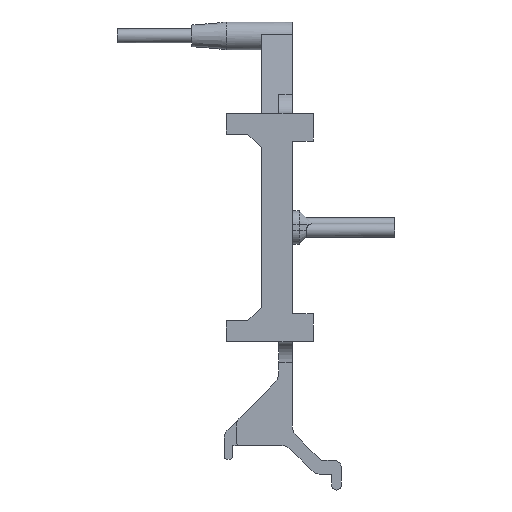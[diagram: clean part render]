
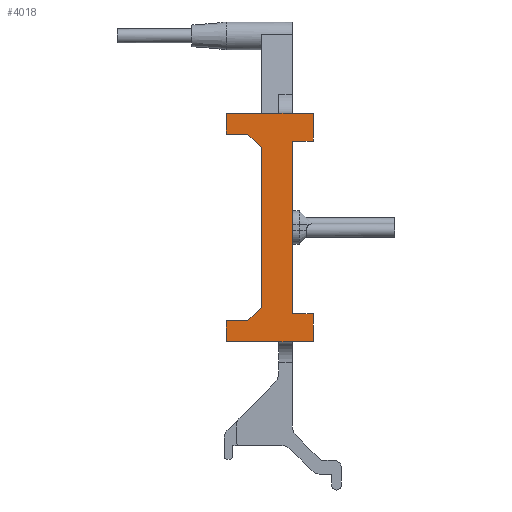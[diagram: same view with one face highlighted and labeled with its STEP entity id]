
A CAD part, left-side view. The second image highlights one B-rep face of the part: STEP entity #4018.
In plain terms, the highlighted planar face has unit normal (-1, 0, 0).
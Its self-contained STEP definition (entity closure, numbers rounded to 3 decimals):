
#1698=CARTESIAN_POINT('',(-22.5,7.25,18.85));
#1699=VERTEX_POINT('',#1698);
#1706=CARTESIAN_POINT('',(-22.5,-5.25,18.85));
#1707=VERTEX_POINT('',#1706);
#1708=CARTESIAN_POINT('',(-22.5,-5.25,18.85));
#1709=DIRECTION('',(0.0,1.0,0.0));
#1710=VECTOR('',#1709,12.5);
#1711=LINE('',#1708,#1710);
#1712=EDGE_CURVE('',#1707,#1699,#1711,.T.);
#2458=CARTESIAN_POINT('',(-22.5,-2.25,14.85));
#2459=VERTEX_POINT('',#2458);
#2466=CARTESIAN_POINT('',(-22.5,-2.25,-10.0));
#2467=VERTEX_POINT('',#2466);
#2468=CARTESIAN_POINT('',(-22.5,-2.25,-10.));
#2469=DIRECTION('',(0.0,0.0,1.0));
#2470=VECTOR('',#2469,24.85);
#2471=LINE('',#2468,#2470);
#2472=EDGE_CURVE('',#2467,#2459,#2471,.T.);
#3776=CARTESIAN_POINT('',(-22.5,2.25,-9.111));
#3777=VERTEX_POINT('',#3776);
#3784=CARTESIAN_POINT('',(-22.5,2.25,13.936));
#3785=VERTEX_POINT('',#3784);
#3786=CARTESIAN_POINT('',(-22.5,2.25,13.936));
#3787=DIRECTION('',(0.0,0.0,-1.0));
#3788=VECTOR('',#3787,23.047);
#3789=LINE('',#3786,#3788);
#3790=EDGE_CURVE('',#3785,#3777,#3789,.T.);
#3926=CARTESIAN_POINT('',(-22.5,0.0,29.));
#3927=DIRECTION('',(-1.0,0.0,0.0));
#3928=DIRECTION('',(0.0,0.0,1.0));
#3929=AXIS2_PLACEMENT_3D('',#3926,#3927,#3928);
#3930=PLANE('',#3929);
#3931=ORIENTED_EDGE('',*,*,#1712,.T.);
#3932=CARTESIAN_POINT('',(-22.5,7.25,15.85));
#3933=VERTEX_POINT('',#3932);
#3934=CARTESIAN_POINT('',(-22.5,7.25,18.85));
#3935=DIRECTION('',(0.0,0.0,-1.0));
#3936=VECTOR('',#3935,3.0);
#3937=LINE('',#3934,#3936);
#3938=EDGE_CURVE('',#1699,#3933,#3937,.T.);
#3939=ORIENTED_EDGE('',*,*,#3938,.T.);
#3940=CARTESIAN_POINT('',(-22.5,4.164,15.85));
#3941=VERTEX_POINT('',#3940);
#3942=CARTESIAN_POINT('',(-22.5,7.25,15.85));
#3943=DIRECTION('',(0.0,-1.0,0.0));
#3944=VECTOR('',#3943,3.086);
#3945=LINE('',#3942,#3944);
#3946=EDGE_CURVE('',#3933,#3941,#3945,.T.);
#3947=ORIENTED_EDGE('',*,*,#3946,.T.);
#3948=CARTESIAN_POINT('',(-22.5,4.164,15.85));
#3949=DIRECTION('',(0.0,-0.707,-0.707));
#3950=VECTOR('',#3949,2.707);
#3951=LINE('',#3948,#3950);
#3952=EDGE_CURVE('',#3941,#3785,#3951,.T.);
#3953=ORIENTED_EDGE('',*,*,#3952,.T.);
#3954=ORIENTED_EDGE('',*,*,#3790,.T.);
#3955=CARTESIAN_POINT('',(-22.5,4.164,-11.025));
#3956=VERTEX_POINT('',#3955);
#3957=CARTESIAN_POINT('',(-22.5,2.25,-9.111));
#3958=DIRECTION('',(0.0,0.707,-0.707));
#3959=VECTOR('',#3958,2.707);
#3960=LINE('',#3957,#3959);
#3961=EDGE_CURVE('',#3777,#3956,#3960,.T.);
#3962=ORIENTED_EDGE('',*,*,#3961,.T.);
#3963=CARTESIAN_POINT('',(-22.5,7.25,-11.025));
#3964=VERTEX_POINT('',#3963);
#3965=CARTESIAN_POINT('',(-22.5,4.164,-11.025));
#3966=DIRECTION('',(0.0,1.0,0.0));
#3967=VECTOR('',#3966,3.086);
#3968=LINE('',#3965,#3967);
#3969=EDGE_CURVE('',#3956,#3964,#3968,.T.);
#3970=ORIENTED_EDGE('',*,*,#3969,.T.);
#3971=CARTESIAN_POINT('',(-22.5,7.25,-14.025));
#3972=VERTEX_POINT('',#3971);
#3973=CARTESIAN_POINT('',(-22.5,7.25,-11.025));
#3974=DIRECTION('',(0.0,0.0,-1.0));
#3975=VECTOR('',#3974,3.);
#3976=LINE('',#3973,#3975);
#3977=EDGE_CURVE('',#3964,#3972,#3976,.T.);
#3978=ORIENTED_EDGE('',*,*,#3977,.T.);
#3979=CARTESIAN_POINT('',(-22.5,-5.25,-14.025));
#3980=VERTEX_POINT('',#3979);
#3981=CARTESIAN_POINT('',(-22.5,7.25,-14.025));
#3982=DIRECTION('',(0.0,-1.0,0.0));
#3983=VECTOR('',#3982,12.5);
#3984=LINE('',#3981,#3983);
#3985=EDGE_CURVE('',#3972,#3980,#3984,.T.);
#3986=ORIENTED_EDGE('',*,*,#3985,.T.);
#3987=CARTESIAN_POINT('',(-22.5,-5.25,-10.0));
#3988=VERTEX_POINT('',#3987);
#3989=CARTESIAN_POINT('',(-22.5,-5.25,-14.025));
#3990=DIRECTION('',(0.0,0.0,1.0));
#3991=VECTOR('',#3990,4.025);
#3992=LINE('',#3989,#3991);
#3993=EDGE_CURVE('',#3980,#3988,#3992,.T.);
#3994=ORIENTED_EDGE('',*,*,#3993,.T.);
#3995=CARTESIAN_POINT('',(-22.5,-5.25,-10.0));
#3996=DIRECTION('',(0.0,1.0,0.0));
#3997=VECTOR('',#3996,3.0);
#3998=LINE('',#3995,#3997);
#3999=EDGE_CURVE('',#3988,#2467,#3998,.T.);
#4000=ORIENTED_EDGE('',*,*,#3999,.T.);
#4001=ORIENTED_EDGE('',*,*,#2472,.T.);
#4002=CARTESIAN_POINT('',(-22.5,-5.25,14.85));
#4003=VERTEX_POINT('',#4002);
#4004=CARTESIAN_POINT('',(-22.5,-2.25,14.85));
#4005=DIRECTION('',(0.0,-1.0,0.0));
#4006=VECTOR('',#4005,3.);
#4007=LINE('',#4004,#4006);
#4008=EDGE_CURVE('',#2459,#4003,#4007,.T.);
#4009=ORIENTED_EDGE('',*,*,#4008,.T.);
#4010=CARTESIAN_POINT('',(-22.5,-5.25,14.85));
#4011=DIRECTION('',(0.0,0.0,1.0));
#4012=VECTOR('',#4011,4.);
#4013=LINE('',#4010,#4012);
#4014=EDGE_CURVE('',#4003,#1707,#4013,.T.);
#4015=ORIENTED_EDGE('',*,*,#4014,.T.);
#4016=EDGE_LOOP('',(#3931,#3939,#3947,#3953,#3954,#3962,#3970,#3978,#3986,#3994,#4000,#4001,#4009,#4015));
#4017=FACE_OUTER_BOUND('',#4016,.T.);
#4018=ADVANCED_FACE('',(#4017),#3930,.T.);
